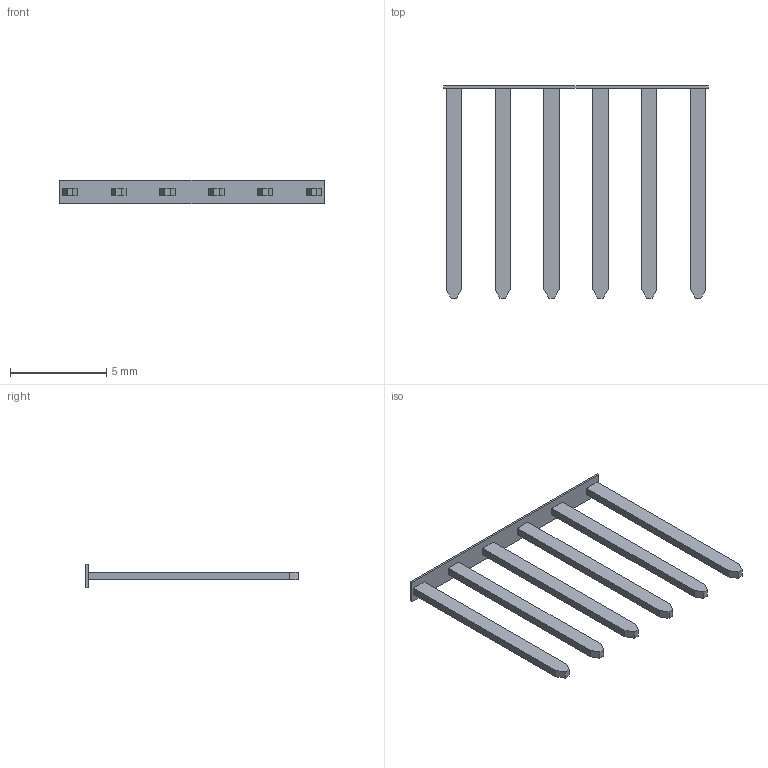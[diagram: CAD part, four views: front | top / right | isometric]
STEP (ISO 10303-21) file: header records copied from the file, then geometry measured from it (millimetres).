
FILE_DESCRIPTION(/* description */ (''),/* implementation_level */ '2;1');
FILE_NAME(/* name */ '_SSW-106-03-TL-S_pin_ipt_a875f2f3.STEP',/* time_stamp */ '2024-05-28T16:07:59+01:00',/* author */ ('rlndo'),/* organization */ (''),/* preprocessor_version */ 'ST-DEVELOPER v16.13',/* originating_system */ 'Autodesk Inventor 2018',/* authorisation */ '');
FILE_SCHEMA (('AUTOMOTIVE_DESIGN { 1 0 10303 214 3 1 1 }'));
Length unit declared in the file: millimetre
Products named in the file (1): _SSW-106-03-TL-S_pin
Bounding box: 13.74 x 11.02 x 1.22 mm (x, y, z)
Volume: 22.8 mm3; surface area: 191.2 mm2
Topology: 1 solids, 1 shells, 48 faces, 120 edges, 80 vertices
Faces by surface type: plane 48
Entity records: 1505 total; most frequent: CARTESIAN_POINT 249, ORIENTED_EDGE 240, DIRECTION 218, LINE 120, VECTOR 120, EDGE_CURVE 120, VERTEX_POINT 80, EDGE_LOOP 54
